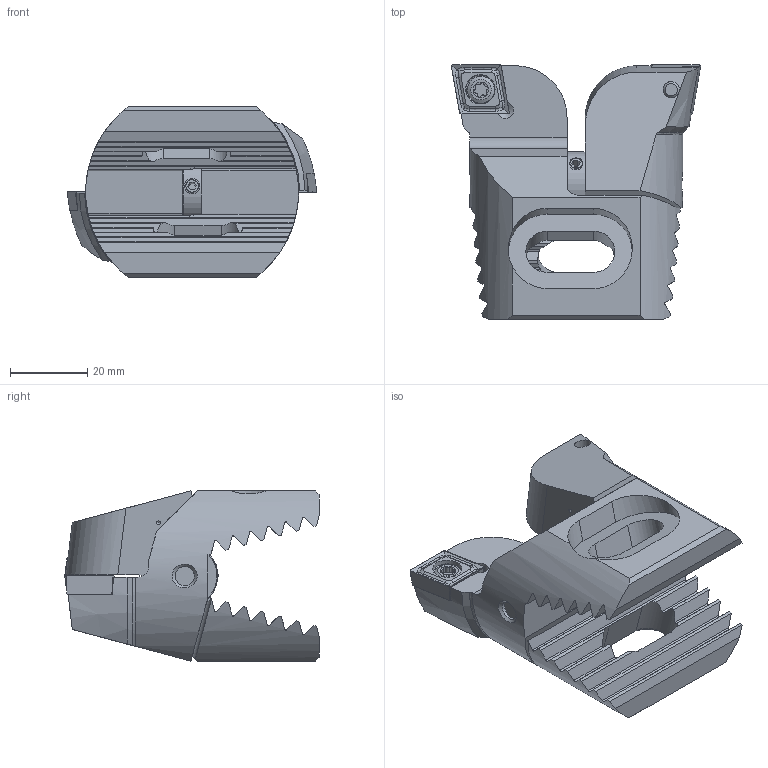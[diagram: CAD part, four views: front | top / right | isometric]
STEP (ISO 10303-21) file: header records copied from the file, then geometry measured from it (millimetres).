
FILE_DESCRIPTION (( 'STEP AP214' ), '1' );
FILE_NAME ('Z55.WCC.B12.037.STEP', '2020-08-14T11:45:17', ( '' ), ( '' ), 'SwSTEP 2.0', 'SolidWorks 2017', '' );
FILE_SCHEMA (( 'AUTOMOTIVE_DESIGN' ));
Length unit declared in the file: millimetre
Products named in the file (8): Z55-WCC.003.037_A; WCC-ER2.001.010_A; Z42-ER3.002.005_A; CCMT120404; Z55-ER3.001.052_A; Z55-WCC.001.037_A; Z55.WCC.B12.037; ISO 4026 - M4 x 5
Assembly tree (11 placements, depth 2):
  Z55.WCC.B12.037
    Z55-WCC.001.037_A
    Z55-WCC.003.037_A
    Z55-ER3.001.052_A
    Z42-ER3.002.005_A
    CCMT120404  x2
    ISO 4026 - M4 x 5  x3
    WCC-ER2.001.010_A  x2
Bounding box: 64.42 x 65.75 x 44 mm (x, y, z)
Volume: 62568.8 mm3; surface area: 24120.8 mm2
Topology: 11 solids, 11 shells, 381 faces, 1009 edges, 640 vertices
Faces by surface type: plane 187, cylinder 98, cone 60, bspline 24, torus 12
Full cylindrical faces by diameter (mm): 1 x3, 3.3 x3, 3.8 x2, 4 x3, 4.2 x4, 5 x4, 5.5 x2, 6 x4, 7 x2, 7.6 x2, 17 x1
Entity records: 10929 total; most frequent: CARTESIAN_POINT 3215, ORIENTED_EDGE 1430, DIRECTION 1196, EDGE_CURVE 715, VERTEX_POINT 495, AXIS2_PLACEMENT_3D 440, EDGE_LOOP 372, FACE_OUTER_BOUND 323
